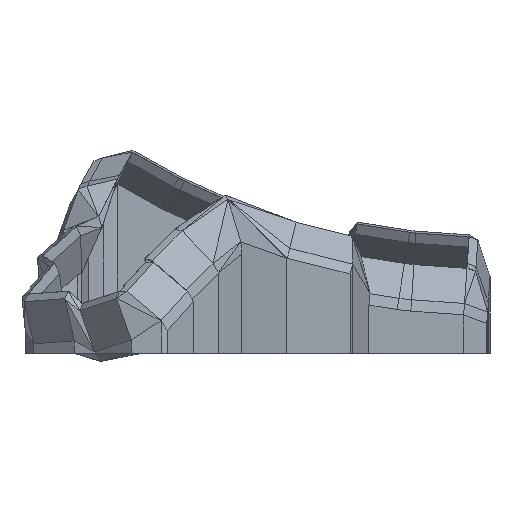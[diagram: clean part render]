
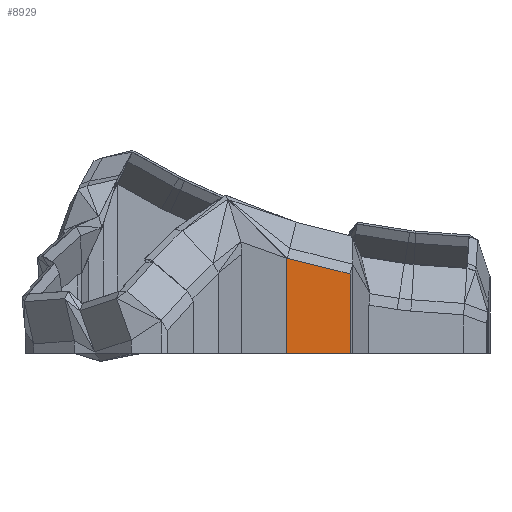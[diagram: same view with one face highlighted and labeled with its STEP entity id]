
A CAD part, front view. The second image highlights one B-rep face of the part: STEP entity #8929.
In plain terms, the highlighted planar face has unit normal (0, -1, 0).
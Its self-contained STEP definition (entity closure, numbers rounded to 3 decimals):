
#437 = PLANE('',#438);
#438 = AXIS2_PLACEMENT_3D('',#439,#440,#441);
#439 = CARTESIAN_POINT('',(-84.454,-55.745,-10.));
#440 = DIRECTION('',(0.,0.,-1.));
#441 = DIRECTION('',(0.,-1.,0.));
#2010 = VERTEX_POINT('',#2011);
#2011 = CARTESIAN_POINT('',(14.689,-66.915,-10.));
#2025 = PLANE('',#2026);
#2026 = AXIS2_PLACEMENT_3D('',#2027,#2028,#2029);
#2027 = CARTESIAN_POINT('',(14.907,-66.395,
    2.957));
#2028 = DIRECTION('',(0.922,-0.387,0.)
  );
#2029 = DIRECTION('',(0.387,0.922,0.)
  );
#2037 = EDGE_CURVE('',#2010,#2038,#2040,.T.);
#2038 = VERTEX_POINT('',#2039);
#2039 = CARTESIAN_POINT('',(-6.753,-66.915,-10.));
#2040 = SURFACE_CURVE('',#2041,(#2045,#2052),.PCURVE_S1.);
#2041 = LINE('',#2042,#2043);
#2042 = CARTESIAN_POINT('',(14.689,-66.915,-10.));
#2043 = VECTOR('',#2044,1.);
#2044 = DIRECTION('',(-1.,0.,0.));
#2045 = PCURVE('',#437,#2046);
#2046 = DEFINITIONAL_REPRESENTATION('',(#2047),#2051);
#2047 = LINE('',#2048,#2049);
#2048 = CARTESIAN_POINT('',(11.17,-99.142));
#2049 = VECTOR('',#2050,1.);
#2050 = DIRECTION('',(0.,1.));
#2051 = ( GEOMETRIC_REPRESENTATION_CONTEXT(2) 
PARAMETRIC_REPRESENTATION_CONTEXT() REPRESENTATION_CONTEXT('2D SPACE',''
  ) );
#2052 = PCURVE('',#2053,#2058);
#2053 = PLANE('',#2054);
#2054 = AXIS2_PLACEMENT_3D('',#2055,#2056,#2057);
#2055 = CARTESIAN_POINT('',(7.258,-66.915,
    8.724));
#2056 = DIRECTION('',(0.,1.,0.));
#2057 = DIRECTION('',(0.,-0.,1.));
#2058 = DEFINITIONAL_REPRESENTATION('',(#2059),#2063);
#2059 = LINE('',#2060,#2061);
#2060 = CARTESIAN_POINT('',(-18.724,7.431));
#2061 = VECTOR('',#2062,1.);
#2062 = DIRECTION('',(0.,-1.));
#2063 = ( GEOMETRIC_REPRESENTATION_CONTEXT(2) 
PARAMETRIC_REPRESENTATION_CONTEXT() REPRESENTATION_CONTEXT('2D SPACE',''
  ) );
#2081 = PLANE('',#2082);
#2082 = AXIS2_PLACEMENT_3D('',#2083,#2084,#2085);
#2083 = CARTESIAN_POINT('',(-17.902,-64.947,
    10.864));
#2084 = DIRECTION('',(0.174,0.985,0.)
  );
#2085 = DIRECTION('',(0.985,-0.174,0.)
  );
#8880 = VERTEX_POINT('',#8881);
#8881 = CARTESIAN_POINT('',(-6.753,-66.915,
    22.31));
#8907 = EDGE_CURVE('',#8880,#2038,#8908,.T.);
#8908 = SURFACE_CURVE('',#8909,(#8913,#8920),.PCURVE_S1.);
#8909 = LINE('',#8910,#8911);
#8910 = CARTESIAN_POINT('',(-6.753,-66.915,
    22.31));
#8911 = VECTOR('',#8912,1.);
#8912 = DIRECTION('',(0.,0.,-1.));
#8913 = PCURVE('',#2081,#8914);
#8914 = DEFINITIONAL_REPRESENTATION('',(#8915),#8919);
#8915 = LINE('',#8916,#8917);
#8916 = CARTESIAN_POINT('',(11.322,-11.447));
#8917 = VECTOR('',#8918,1.);
#8918 = DIRECTION('',(0.,1.));
#8919 = ( GEOMETRIC_REPRESENTATION_CONTEXT(2) 
PARAMETRIC_REPRESENTATION_CONTEXT() REPRESENTATION_CONTEXT('2D SPACE',''
  ) );
#8920 = PCURVE('',#2053,#8921);
#8921 = DEFINITIONAL_REPRESENTATION('',(#8922),#8926);
#8922 = LINE('',#8923,#8924);
#8923 = CARTESIAN_POINT('',(13.586,-14.011));
#8924 = VECTOR('',#8925,1.);
#8925 = DIRECTION('',(-1.,0.));
#8926 = ( GEOMETRIC_REPRESENTATION_CONTEXT(2) 
PARAMETRIC_REPRESENTATION_CONTEXT() REPRESENTATION_CONTEXT('2D SPACE',''
  ) );
#8929 = ADVANCED_FACE('',(#8930),#2053,.F.);
#8930 = FACE_BOUND('',#8931,.F.);
#8931 = EDGE_LOOP('',(#8932,#8960,#8988,#9009,#9010));
#8932 = ORIENTED_EDGE('',*,*,#8933,.F.);
#8933 = EDGE_CURVE('',#8934,#8880,#8936,.T.);
#8934 = VERTEX_POINT('',#8935);
#8935 = CARTESIAN_POINT('',(-6.655,-66.915,
    22.286));
#8936 = SURFACE_CURVE('',#8937,(#8941,#8948),.PCURVE_S1.);
#8937 = LINE('',#8938,#8939);
#8938 = CARTESIAN_POINT('',(14.689,-66.915,
    16.954));
#8939 = VECTOR('',#8940,1.);
#8940 = DIRECTION('',(-0.97,0.,0.242));
#8941 = PCURVE('',#2053,#8942);
#8942 = DEFINITIONAL_REPRESENTATION('',(#8943),#8947);
#8943 = LINE('',#8944,#8945);
#8944 = CARTESIAN_POINT('',(8.23,7.431));
#8945 = VECTOR('',#8946,1.);
#8946 = DIRECTION('',(0.242,-0.97));
#8947 = ( GEOMETRIC_REPRESENTATION_CONTEXT(2) 
PARAMETRIC_REPRESENTATION_CONTEXT() REPRESENTATION_CONTEXT('2D SPACE',''
  ) );
#8948 = PCURVE('',#8949,#8954);
#8949 = PLANE('',#8950);
#8950 = AXIS2_PLACEMENT_3D('',#8951,#8952,#8953);
#8951 = CARTESIAN_POINT('',(-16.722,-64.144,
    32.276));
#8952 = DIRECTION('',(0.087,-0.934,0.346)
  );
#8953 = DIRECTION('',(0.,-0.348,-0.938
    ));
#8954 = DEFINITIONAL_REPRESENTATION('',(#8955),#8959);
#8955 = LINE('',#8956,#8957);
#8956 = CARTESIAN_POINT('',(15.33,31.529));
#8957 = VECTOR('',#8958,1.);
#8958 = DIRECTION('',(-0.227,-0.974));
#8959 = ( GEOMETRIC_REPRESENTATION_CONTEXT(2) 
PARAMETRIC_REPRESENTATION_CONTEXT() REPRESENTATION_CONTEXT('2D SPACE',''
  ) );
#8960 = ORIENTED_EDGE('',*,*,#8961,.F.);
#8961 = EDGE_CURVE('',#8962,#8934,#8964,.T.);
#8962 = VERTEX_POINT('',#8963);
#8963 = CARTESIAN_POINT('',(14.689,-66.915,
    16.954));
#8964 = SURFACE_CURVE('',#8965,(#8969,#8976),.PCURVE_S1.);
#8965 = LINE('',#8966,#8967);
#8966 = CARTESIAN_POINT('',(14.689,-66.915,
    16.954));
#8967 = VECTOR('',#8968,1.);
#8968 = DIRECTION('',(-0.97,0.,0.242));
#8969 = PCURVE('',#2053,#8970);
#8970 = DEFINITIONAL_REPRESENTATION('',(#8971),#8975);
#8971 = LINE('',#8972,#8973);
#8972 = CARTESIAN_POINT('',(8.23,7.431));
#8973 = VECTOR('',#8974,1.);
#8974 = DIRECTION('',(0.242,-0.97));
#8975 = ( GEOMETRIC_REPRESENTATION_CONTEXT(2) 
PARAMETRIC_REPRESENTATION_CONTEXT() REPRESENTATION_CONTEXT('2D SPACE',''
  ) );
#8976 = PCURVE('',#8977,#8982);
#8977 = PLANE('',#8978);
#8978 = AXIS2_PLACEMENT_3D('',#8979,#8980,#8981);
#8979 = CARTESIAN_POINT('',(5.462,-65.46,
    21.857));
#8980 = DIRECTION('',(-0.121,0.866,-0.485));
#8981 = DIRECTION('',(0.,0.489,0.872));
#8982 = DEFINITIONAL_REPRESENTATION('',(#8983),#8987);
#8983 = LINE('',#8984,#8985);
#8984 = CARTESIAN_POINT('',(-4.988,9.295));
#8985 = VECTOR('',#8986,1.);
#8986 = DIRECTION('',(0.211,-0.977));
#8987 = ( GEOMETRIC_REPRESENTATION_CONTEXT(2) 
PARAMETRIC_REPRESENTATION_CONTEXT() REPRESENTATION_CONTEXT('2D SPACE',''
  ) );
#8988 = ORIENTED_EDGE('',*,*,#8989,.T.);
#8989 = EDGE_CURVE('',#8962,#2010,#8990,.T.);
#8990 = SURFACE_CURVE('',#8991,(#8995,#9002),.PCURVE_S1.);
#8991 = LINE('',#8992,#8993);
#8992 = CARTESIAN_POINT('',(14.689,-66.915,
    16.954));
#8993 = VECTOR('',#8994,1.);
#8994 = DIRECTION('',(0.,0.,-1.));
#8995 = PCURVE('',#2053,#8996);
#8996 = DEFINITIONAL_REPRESENTATION('',(#8997),#9001);
#8997 = LINE('',#8998,#8999);
#8998 = CARTESIAN_POINT('',(8.23,7.431));
#8999 = VECTOR('',#9000,1.);
#9000 = DIRECTION('',(-1.,0.));
#9001 = ( GEOMETRIC_REPRESENTATION_CONTEXT(2) 
PARAMETRIC_REPRESENTATION_CONTEXT() REPRESENTATION_CONTEXT('2D SPACE',''
  ) );
#9002 = PCURVE('',#2025,#9003);
#9003 = DEFINITIONAL_REPRESENTATION('',(#9004),#9008);
#9004 = LINE('',#9005,#9006);
#9005 = CARTESIAN_POINT('',(-0.564,13.998));
#9006 = VECTOR('',#9007,1.);
#9007 = DIRECTION('',(0.,-1.));
#9008 = ( GEOMETRIC_REPRESENTATION_CONTEXT(2) 
PARAMETRIC_REPRESENTATION_CONTEXT() REPRESENTATION_CONTEXT('2D SPACE',''
  ) );
#9009 = ORIENTED_EDGE('',*,*,#2037,.T.);
#9010 = ORIENTED_EDGE('',*,*,#8907,.F.);
